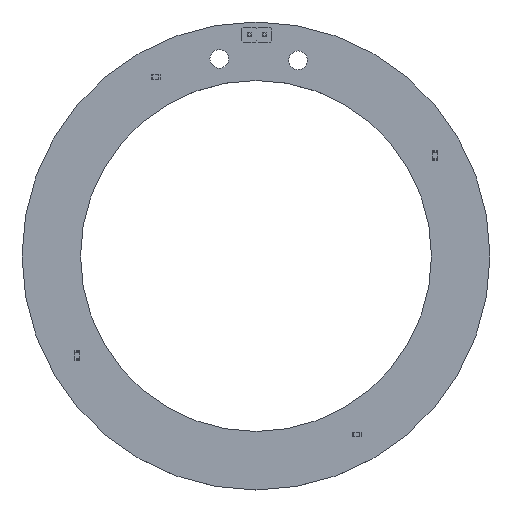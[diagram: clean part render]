
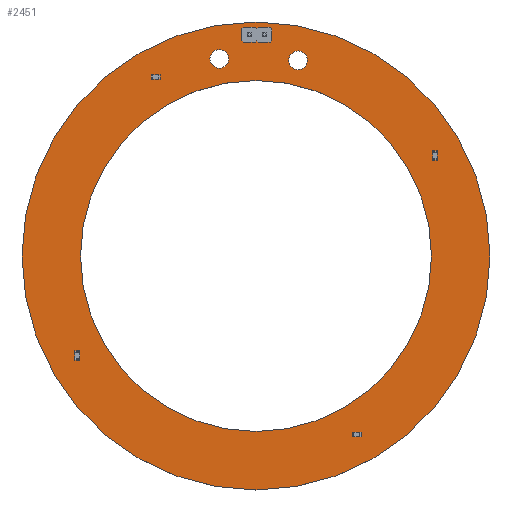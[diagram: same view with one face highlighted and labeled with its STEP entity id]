
A CAD part, top view. The second image highlights one B-rep face of the part: STEP entity #2451.
In plain terms, the highlighted planar face has unit normal (0, 0, 1).
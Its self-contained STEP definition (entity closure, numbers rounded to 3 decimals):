
#2383 = VERTEX_POINT('',#2384);
#2384 = CARTESIAN_POINT('',(140.,-100.,1.6));
#2390 = EDGE_CURVE('',#2383,#2383,#2391,.T.);
#2391 = CIRCLE('',#2392,40.);
#2392 = AXIS2_PLACEMENT_3D('',#2393,#2394,#2395);
#2393 = CARTESIAN_POINT('',(100.,-100.,1.6));
#2394 = DIRECTION('',(0.,0.,1.));
#2395 = DIRECTION('',(1.,0.,-0.));
#2451 = ADVANCED_FACE('',(#2452,#2455,#2466,#2477),#2488,.T.);
#2452 = FACE_BOUND('',#2453,.T.);
#2453 = EDGE_LOOP('',(#2454));
#2454 = ORIENTED_EDGE('',*,*,#2390,.T.);
#2455 = FACE_BOUND('',#2456,.T.);
#2456 = EDGE_LOOP('',(#2457));
#2457 = ORIENTED_EDGE('',*,*,#2458,.F.);
#2458 = EDGE_CURVE('',#2459,#2459,#2461,.T.);
#2459 = VERTEX_POINT('',#2460);
#2460 = CARTESIAN_POINT('',(130.,-100.,1.6));
#2461 = CIRCLE('',#2462,30.);
#2462 = AXIS2_PLACEMENT_3D('',#2463,#2464,#2465);
#2463 = CARTESIAN_POINT('',(100.,-100.,1.6));
#2464 = DIRECTION('',(0.,0.,1.));
#2465 = DIRECTION('',(1.,0.,-0.));
#2466 = FACE_BOUND('',#2467,.T.);
#2467 = EDGE_LOOP('',(#2468));
#2468 = ORIENTED_EDGE('',*,*,#2469,.T.);
#2469 = EDGE_CURVE('',#2470,#2470,#2472,.T.);
#2470 = VERTEX_POINT('',#2471);
#2471 = CARTESIAN_POINT('',(93.726,-67.894,1.6));
#2472 = CIRCLE('',#2473,1.6);
#2473 = AXIS2_PLACEMENT_3D('',#2474,#2475,#2476);
#2474 = CARTESIAN_POINT('',(93.726,-66.294,1.6));
#2475 = DIRECTION('',(-0.,0.,-1.));
#2476 = DIRECTION('',(-0.,-1.,0.));
#2477 = FACE_BOUND('',#2478,.T.);
#2478 = EDGE_LOOP('',(#2479));
#2479 = ORIENTED_EDGE('',*,*,#2480,.T.);
#2480 = EDGE_CURVE('',#2481,#2481,#2483,.T.);
#2481 = VERTEX_POINT('',#2482);
#2482 = CARTESIAN_POINT('',(107.188,-68.148,1.6));
#2483 = CIRCLE('',#2484,1.6);
#2484 = AXIS2_PLACEMENT_3D('',#2485,#2486,#2487);
#2485 = CARTESIAN_POINT('',(107.188,-66.548,1.6));
#2486 = DIRECTION('',(-0.,0.,-1.));
#2487 = DIRECTION('',(0.,-1.,-0.));
#2488 = PLANE('',#2489);
#2489 = AXIS2_PLACEMENT_3D('',#2490,#2491,#2492);
#2490 = CARTESIAN_POINT('',(0.,0.,1.6));
#2491 = DIRECTION('',(0.,0.,1.));
#2492 = DIRECTION('',(1.,0.,-0.));
